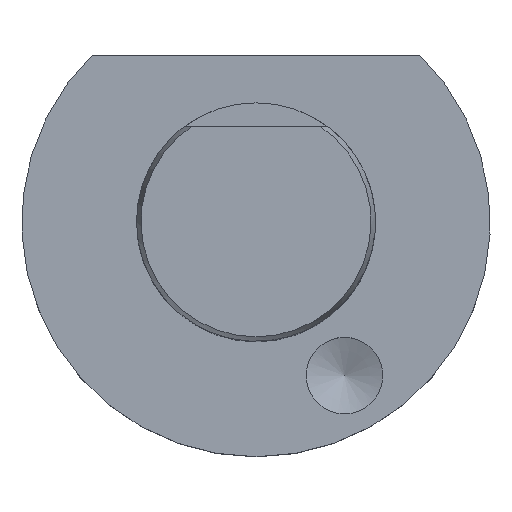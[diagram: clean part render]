
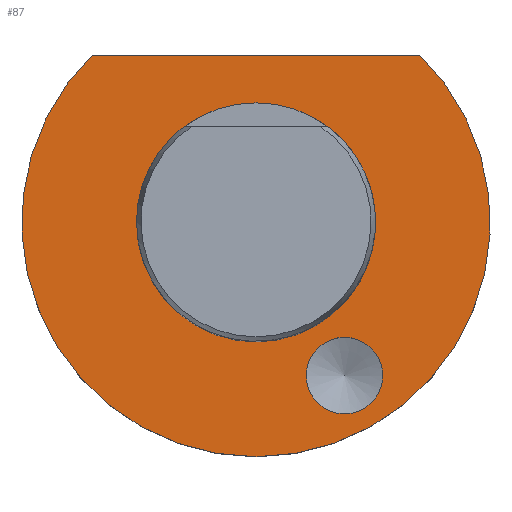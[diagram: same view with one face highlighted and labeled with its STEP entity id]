
A CAD part, top view. The second image highlights one B-rep face of the part: STEP entity #87.
In plain terms, the highlighted planar face has unit normal (0, 0, 1).
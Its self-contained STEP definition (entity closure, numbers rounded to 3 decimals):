
#37=PLANE('',#311);
#52=LINE('',#421,#60);
#60=VECTOR('',#349,1.);
#87=ADVANCED_FACE('CU_IB_SU_3',(#109,#110,#111),#37,.F.);
#109=FACE_BOUND('',#135,.T.);
#110=FACE_BOUND('',#136,.T.);
#111=FACE_BOUND('',#137,.T.);
#135=EDGE_LOOP('',(#184));
#136=EDGE_LOOP('',(#185));
#137=EDGE_LOOP('',(#186,#187));
#184=ORIENTED_EDGE('',*,*,#223,.F.);
#185=ORIENTED_EDGE('',*,*,#244,.F.);
#186=ORIENTED_EDGE('',*,*,#229,.T.);
#187=ORIENTED_EDGE('',*,*,#247,.F.);
#201=VERTEX_POINT('',#404);
#208=VERTEX_POINT('',#422);
#209=VERTEX_POINT('',#423);
#220=VERTEX_POINT('',#464);
#223=EDGE_CURVE('',#201,#201,#250,.T.);
#229=EDGE_CURVE('',#208,#209,#52,.T.);
#244=EDGE_CURVE('',#220,#220,#261,.T.);
#247=EDGE_CURVE('',#208,#209,#262,.T.);
#250=CIRCLE('',#286,8.007);
#261=CIRCLE('',#305,24.996);
#262=CIRCLE('',#310,49.);
#286=AXIS2_PLACEMENT_3D('',#403,#327,#328);
#305=AXIS2_PLACEMENT_3D('',#463,#371,#372);
#310=AXIS2_PLACEMENT_3D('',#471,#383,#384);
#311=AXIS2_PLACEMENT_3D('',#472,#385,#386);
#327=DIRECTION('',(0.,0.,1.));
#328=DIRECTION('',(-1.,0.,0.));
#349=DIRECTION('',(-1.,0.,0.));
#371=DIRECTION('',(0.,0.,1.));
#372=DIRECTION('',(-1.,0.,0.));
#383=DIRECTION('',(0.,0.,-1.));
#384=DIRECTION('',(-1.,0.,0.));
#385=DIRECTION('',(0.,0.,-1.));
#386=DIRECTION('',(-1.,0.,0.));
#403=CARTESIAN_POINT('',(18.5,-32.043,0.));
#404=CARTESIAN_POINT('',(10.493,-32.043,0.));
#421=CARTESIAN_POINT('',(49.,35.,0.));
#422=CARTESIAN_POINT('',(34.293,35.,0.));
#423=CARTESIAN_POINT('',(-34.293,35.,0.));
#463=CARTESIAN_POINT('',(0.,0.,0.));
#464=CARTESIAN_POINT('',(-24.996,0.,0.));
#471=CARTESIAN_POINT('',(0.,0.,0.));
#472=CARTESIAN_POINT('',(0.,24.996,0.));
